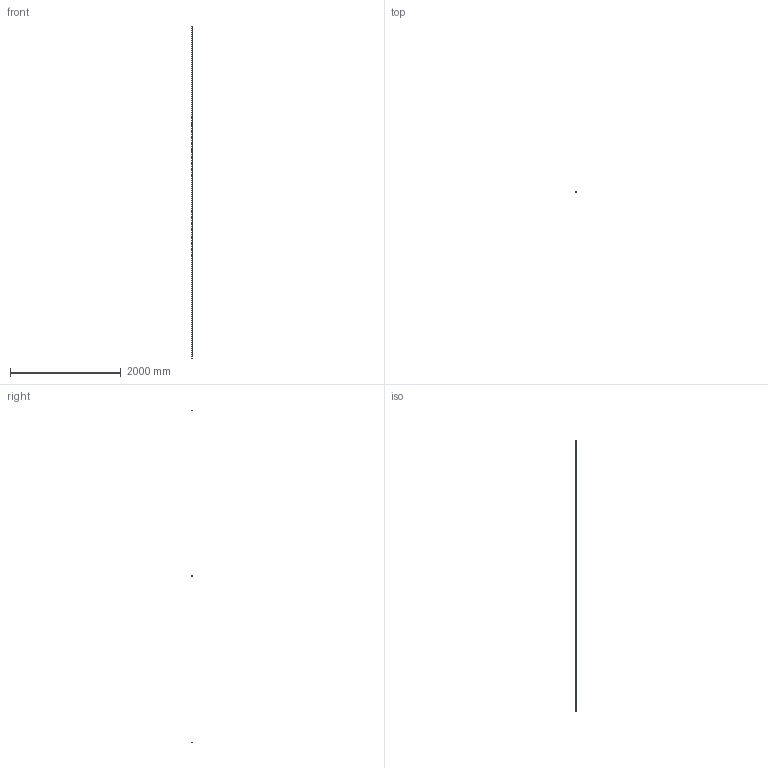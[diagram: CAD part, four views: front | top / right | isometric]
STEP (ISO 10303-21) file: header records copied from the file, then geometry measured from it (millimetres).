
FILE_DESCRIPTION (( 'STEP AP203' ), '1' );
FILE_NAME ('57091-240.step', '2024-04-29T09:31:54', ( '' ), ( '' ), 'SwSTEP 2.0', 'SolidWorks 2018', '' );
FILE_SCHEMA (( 'CONFIG_CONTROL_DESIGN' ));
Length unit declared in the file: millimetre
Products named in the file (1): 57091-240
Bounding box: 10 x 9.75 x 6000 mm (x, y, z)
Volume: 471238.6 mm3; surface area: 188659.5 mm2
Topology: 1 solids, 1 shells, 265 faces, 716 edges, 470 vertices
Faces by surface type: bspline 123, plane 110, cylinder 32
Full cylindrical faces by diameter (mm): 10 x1
Entity records: 14469 total; most frequent: CARTESIAN_POINT 8935, ORIENTED_EDGE 1390, EDGE_CURVE 695, DIRECTION 683, VERTEX_POINT 464, B_SPLINE_CURVE_WITH_KNOTS 394, EDGE_LOOP 285, FACE_OUTER_BOUND 260
